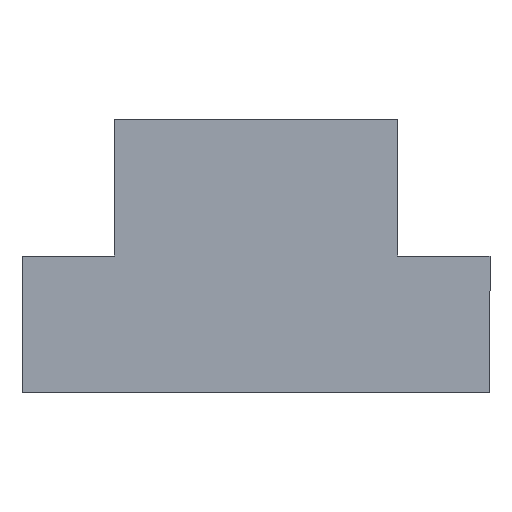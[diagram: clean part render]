
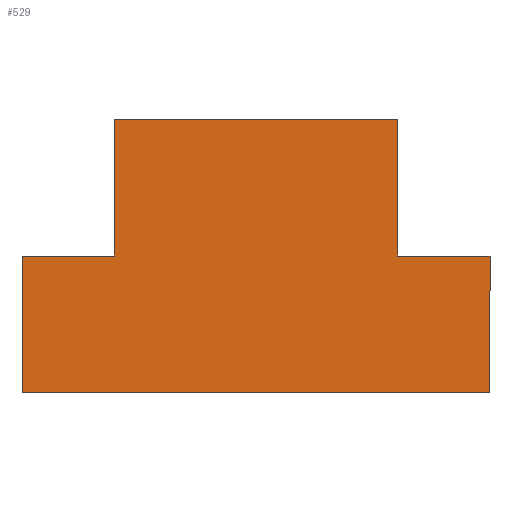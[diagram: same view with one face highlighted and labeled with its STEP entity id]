
A CAD part, left-side view. The second image highlights one B-rep face of the part: STEP entity #529.
In plain terms, the highlighted planar face has unit normal (-1, 0, 0).
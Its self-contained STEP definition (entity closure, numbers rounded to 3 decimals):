
#175=CARTESIAN_POINT('',(0.,6.85,4.));
#176=VERTEX_POINT('',#175);
#177=CARTESIAN_POINT('',(0.,6.85,0.));
#178=VERTEX_POINT('',#177);
#179=CARTESIAN_POINT('',(0.,6.85,4.));
#180=DIRECTION('',(0.0,0.0,-1.0));
#181=VECTOR('',#180,4.0);
#182=LINE('',#179,#181);
#183=EDGE_CURVE('',#176,#178,#182,.T.);
#215=CARTESIAN_POINT('',(0.,-6.85,0.));
#216=VERTEX_POINT('',#215);
#217=CARTESIAN_POINT('',(0.,6.85,0.));
#218=DIRECTION('',(0.0,-1.0,0.0));
#219=VECTOR('',#218,13.7);
#220=LINE('',#217,#219);
#221=EDGE_CURVE('',#178,#216,#220,.T.);
#286=CARTESIAN_POINT('',(0.,-6.85,4.0));
#287=VERTEX_POINT('',#286);
#288=CARTESIAN_POINT('',(0.,-6.85,0.));
#289=DIRECTION('',(0.0,0.0,1.0));
#290=VECTOR('',#289,4.);
#291=LINE('',#288,#290);
#292=EDGE_CURVE('',#216,#287,#291,.T.);
#317=CARTESIAN_POINT('',(0.,-4.15,4.0));
#318=VERTEX_POINT('',#317);
#319=CARTESIAN_POINT('',(0.,-6.85,4.0));
#320=DIRECTION('',(0.0,1.0,0.0));
#321=VECTOR('',#320,2.7);
#322=LINE('',#319,#321);
#323=EDGE_CURVE('',#287,#318,#322,.T.);
#348=CARTESIAN_POINT('',(0.,-4.15,8.0));
#349=VERTEX_POINT('',#348);
#350=CARTESIAN_POINT('',(0.,-4.15,4.0));
#351=DIRECTION('',(0.0,0.0,1.0));
#352=VECTOR('',#351,4.0);
#353=LINE('',#350,#352);
#354=EDGE_CURVE('',#318,#349,#353,.T.);
#379=CARTESIAN_POINT('',(0.,4.15,8.0));
#380=VERTEX_POINT('',#379);
#381=CARTESIAN_POINT('',(0.,-4.15,8.0));
#382=DIRECTION('',(0.0,1.0,0.0));
#383=VECTOR('',#382,8.3);
#384=LINE('',#381,#383);
#385=EDGE_CURVE('',#349,#380,#384,.T.);
#450=CARTESIAN_POINT('',(0.,4.15,4.));
#451=VERTEX_POINT('',#450);
#452=CARTESIAN_POINT('',(0.,4.15,8.0));
#453=DIRECTION('',(0.0,0.0,-1.0));
#454=VECTOR('',#453,4.0);
#455=LINE('',#452,#454);
#456=EDGE_CURVE('',#380,#451,#455,.T.);
#481=CARTESIAN_POINT('',(0.,4.15,4.));
#482=DIRECTION('',(0.0,1.0,0.0));
#483=VECTOR('',#482,2.7);
#484=LINE('',#481,#483);
#485=EDGE_CURVE('',#451,#176,#484,.T.);
#514=CARTESIAN_POINT('',(0.,7.535,-0.4));
#515=DIRECTION('',(-1.0,0.0,0.0));
#516=DIRECTION('',(0.0,-1.0,0.0));
#517=AXIS2_PLACEMENT_3D('',#514,#515,#516);
#518=PLANE('',#517);
#519=ORIENTED_EDGE('',*,*,#183,.T.);
#520=ORIENTED_EDGE('',*,*,#221,.T.);
#521=ORIENTED_EDGE('',*,*,#292,.T.);
#522=ORIENTED_EDGE('',*,*,#323,.T.);
#523=ORIENTED_EDGE('',*,*,#354,.T.);
#524=ORIENTED_EDGE('',*,*,#385,.T.);
#525=ORIENTED_EDGE('',*,*,#456,.T.);
#526=ORIENTED_EDGE('',*,*,#485,.T.);
#527=EDGE_LOOP('',(#519,#520,#521,#522,#523,#524,#525,#526));
#528=FACE_OUTER_BOUND('',#527,.T.);
#529=ADVANCED_FACE('',(#528),#518,.T.);
